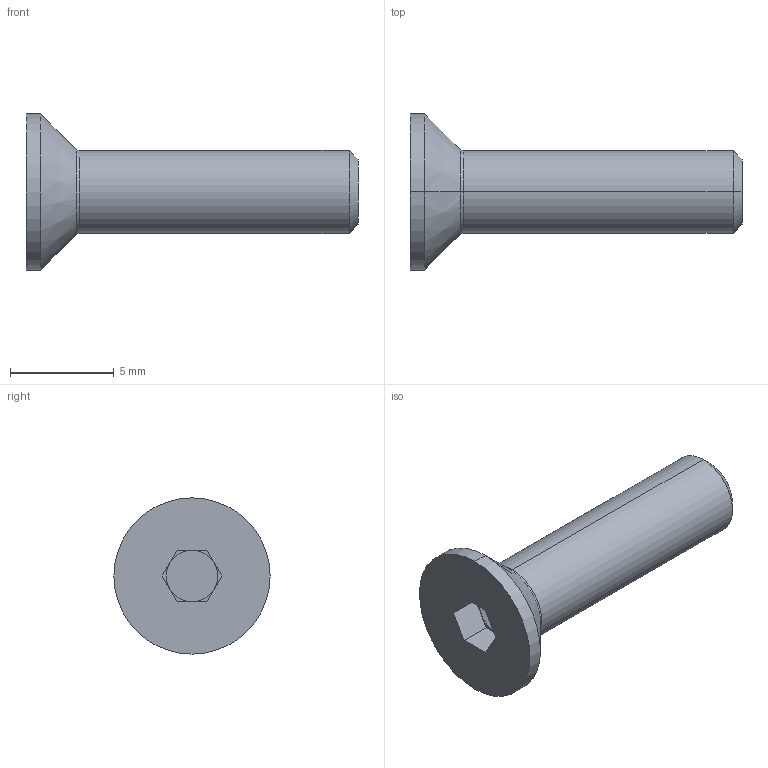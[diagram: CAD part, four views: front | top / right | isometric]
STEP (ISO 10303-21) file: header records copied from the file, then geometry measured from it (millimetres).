
FILE_DESCRIPTION(('HOOPS Exchange Step'),'2;1');
FILE_NAME('export-A33D526A-A7AD-445E-B7AF-B8441A0BB3C9.stp','2021-10-13T10:01:06+02:00',('User'),('Alibre'),'HOOPS Exchange 2020.1','Alibre','Unknown authorisation');
FILE_SCHEMA( ('AP242_MANAGED_MODEL_BASED_3D_ENGINEERING_MIM_LF {1 0 10303 442 1 1 4 }') );
Length unit declared in the file: millimetre
Products named in the file (1): 5736 M4x16 - 8.8 DIN7991 ISO10642 Hexagon socket countersunk head screw
Bounding box: 16 x 7.53 x 7.53 mm (x, y, z)
Surface area: 293.8 mm2 (no closed solid volume)
Topology: 0 solids, 20 shells, 26 faces, 97 edges, 85 vertices
Faces by surface type: plane 14, cylinder 6, cone 4, torus 2
Entity records: 1150 total; most frequent: CARTESIAN_POINT 210, DIRECTION 192, ORIENTED_EDGE 109, EDGE_CURVE 97, VERTEX_POINT 85, AXIS2_PLACEMENT_3D 67, VECTOR 58, LINE 58
